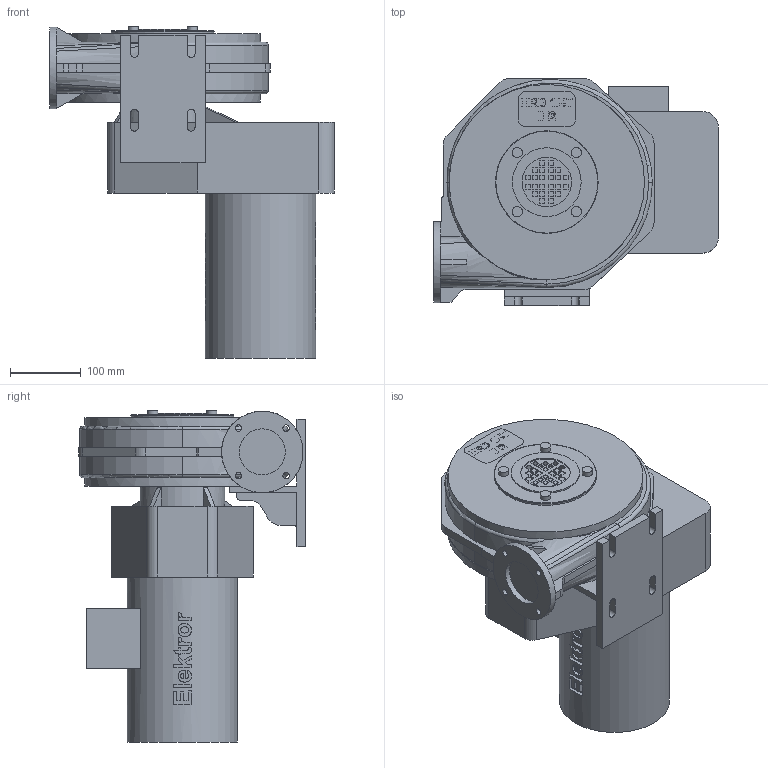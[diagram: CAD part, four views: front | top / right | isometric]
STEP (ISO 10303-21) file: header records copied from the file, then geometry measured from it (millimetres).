
FILE_DESCRIPTION((''),'2;1');
FILE_NAME('AttTemp.stp','2011-01-04T07:56:39',('fiedler'),(''),'Autodesk Inventor 2009','Autodesk Inventor 2009','');
FILE_SCHEMA(('AUTOMOTIVE_DESIGN { 1 0 10303 214 1 1 1 1 }'));
Length unit declared in the file: millimetre
Products named in the file (1): 01-TB-10140
Bounding box: 402.5 x 320.5 x 468.9 mm (x, y, z)
Volume: 18044684.7 mm3; surface area: 687818.3 mm2
Topology: 1 solids, 5 shells, 615 faces, 1677 edges, 1112 vertices
Faces by surface type: plane 336, bspline 218, cylinder 53, torus 8
Full cylindrical faces by diameter (mm): 14.4 x4, 65 x1, 70 x2, 97 x1, 115 x1, 120 x1, 144 x1, 145 x1, 156 x1, 276 x2
Entity records: 22038 total; most frequent: CARTESIAN_POINT 7047, ORIENTED_EDGE 3222, DIRECTION 2335, EDGE_CURVE 1611, VECTOR 1113, LINE 1113, VERTEX_POINT 1081, EDGE_LOOP 746
